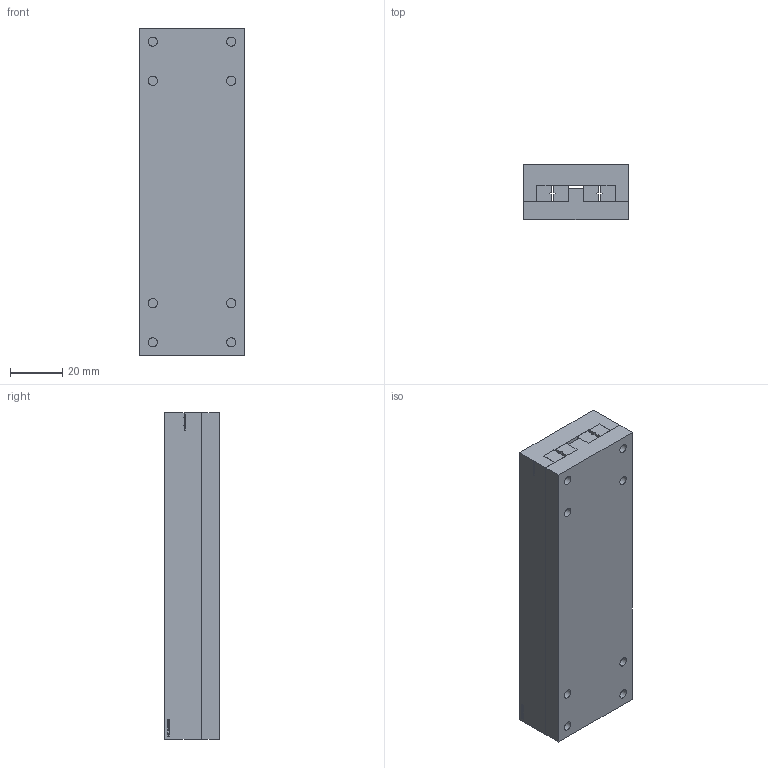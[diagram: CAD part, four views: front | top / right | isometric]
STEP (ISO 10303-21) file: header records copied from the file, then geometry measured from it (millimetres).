
FILE_DESCRIPTION(('FreeCAD Model'),'2;1');
FILE_NAME('NK 2-125 B.step', '2020-04-19T20:57:24',('Author'),(''), 'Open CASCADE STEP processor 6.8','FreeCAD','Unknown');
FILE_SCHEMA(('AUTOMOTIVE_DESIGN_CC2 { 1 2 10303 214 -1 1 5 4 }'));
Length unit declared in the file: millimetre
Products named in the file (3): ASSEMBLY; UT; OT
Assembly tree (2 placements, depth 2):
  ASSEMBLY
    UT
    OT
Bounding box: 40 x 21 x 125 mm (x, y, z)
Volume: 100127.7 mm3; surface area: 43150.6 mm2
Topology: 6 solids, 6 shells, 567 faces, 1524 edges, 1010 vertices
Faces by surface type: plane 266, extrusion 257, cylinder 30, cone 14
Full cylindrical faces by diameter (mm): 3 x14, 3.5 x8, 6 x8
Entity records: 37883 total; most frequent: CARTESIAN_POINT 8722, DIRECTION 4501, VECTOR 3667, LINE 3410, ORIENTED_EDGE 3048, PCURVE 3048, DEFINITIONAL_REPRESENTATION 3048, EDGE_CURVE 1524
